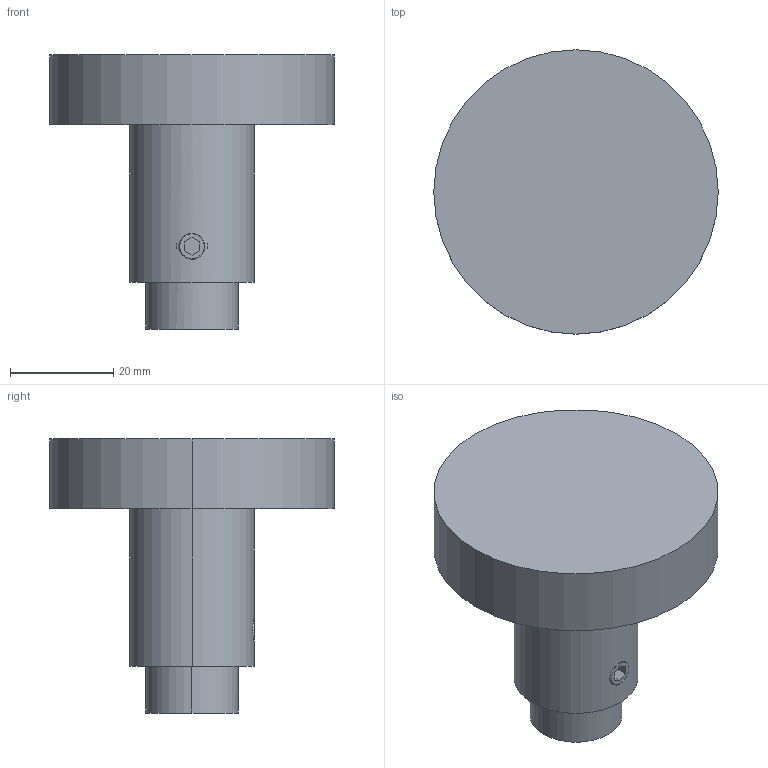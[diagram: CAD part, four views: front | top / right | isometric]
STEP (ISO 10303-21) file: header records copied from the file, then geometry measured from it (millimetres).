
FILE_DESCRIPTION (( 'STEP AP203' ), '1' );
FILE_NAME ('56637-240.STEP', '2020-11-03T15:56:39', ( '' ), ( '' ), 'SwSTEP 2.0', 'SolidWorks 2018', '' );
FILE_SCHEMA (( 'CONFIG_CONTROL_DESIGN' ));
Length unit declared in the file: millimetre
Products named in the file (6): 56637-240; 56637-240 Teil1; DIN914_DIN 914 M6x8; DIN914; 56637-240 Teil1_56637-240
Assembly tree (3 placements, depth 2):
  56637-240
    56637-240 Teil1_56637-240
    DIN914_DIN 914 M6x8
  56637-240
    DIN914
  56637-240 Teil1
Bounding box: 55 x 55 x 53 mm (x, y, z)
Volume: 43713.8 mm3; surface area: 14101.6 mm2
Topology: 3 solids, 3 shells, 274 faces, 720 edges, 478 vertices
Faces by surface type: plane 120, bspline 103, cylinder 43, cone 8
Entity records: 14305 total; most frequent: CARTESIAN_POINT 7689, ORIENTED_EDGE 1434, DIRECTION 942, EDGE_CURVE 717, VERTEX_POINT 476, LINE 344, VECTOR 344, EDGE_LOOP 307
